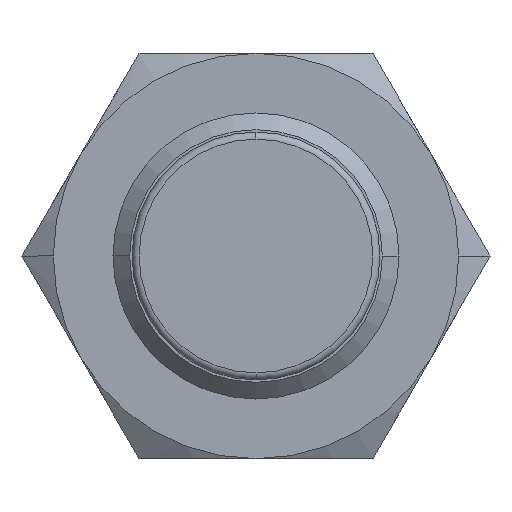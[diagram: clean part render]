
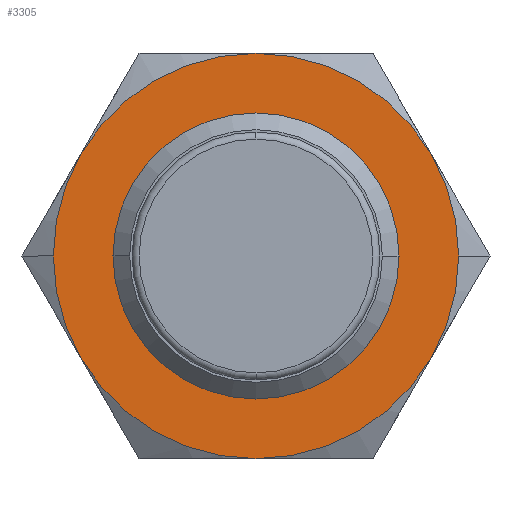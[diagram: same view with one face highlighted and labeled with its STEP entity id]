
A CAD part, left-side view. The second image highlights one B-rep face of the part: STEP entity #3305.
In plain terms, the highlighted face is planar.
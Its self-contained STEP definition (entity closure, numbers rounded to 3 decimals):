
#22 = AXIS2_PLACEMENT_3D ( 'NONE', #1282, #3397, #2354 ) ;
#89 = CARTESIAN_POINT ( 'NONE',  ( 0., 12., -8.5 ) ) ;
#94 = ORIENTED_EDGE ( 'NONE', *, *, #1185, .F. ) ;
#125 = ORIENTED_EDGE ( 'NONE', *, *, #2352, .T. ) ;
#181 = DIRECTION ( 'NONE',  ( -1., 0., 0. ) ) ;
#198 = CIRCLE ( 'NONE', #2933, 8.5 ) ;
#235 = ORIENTED_EDGE ( 'NONE', *, *, #2832, .F. ) ;
#260 = EDGE_CURVE ( 'NONE', #2012, #2629, #727, .T. ) ;
#268 = DIRECTION ( 'NONE',  ( -1., 0., 0. ) ) ;
#493 = CIRCLE ( 'NONE', #1292, 8.5 ) ;
#510 = VERTEX_POINT ( 'NONE', #2032 ) ;
#633 = CARTESIAN_POINT ( 'NONE',  ( 0., 12., 0. ) ) ;
#719 = CARTESIAN_POINT ( 'NONE',  ( 0., 12., 0. ) ) ;
#720 = EDGE_LOOP ( 'NONE', ( #3486, #125 ) ) ;
#721 = CARTESIAN_POINT ( 'NONE',  ( 0., 12., 0. ) ) ;
#727 = CIRCLE ( 'NONE', #3101, 8.5 ) ;
#729 = VERTEX_POINT ( 'NONE', #907 ) ;
#743 = EDGE_CURVE ( 'NONE', #729, #754, #2312, .T. ) ;
#754 = VERTEX_POINT ( 'NONE', #2531 ) ;
#757 = FACE_BOUND ( 'NONE', #720, .T. ) ;
#775 = CARTESIAN_POINT ( 'NONE',  ( 0., 12., 0. ) ) ;
#848 = DIRECTION ( 'NONE',  ( -1., 0., 0. ) ) ;
#876 = VERTEX_POINT ( 'NONE', #89 ) ;
#883 = CIRCLE ( 'NONE', #2657, 6. ) ;
#894 = AXIS2_PLACEMENT_3D ( 'NONE', #633, #1456, #2559 ) ;
#907 = CARTESIAN_POINT ( 'NONE',  ( 7.361, 12., -4.25 ) ) ;
#944 = EDGE_CURVE ( 'NONE', #3022, #1163, #1801, .T. ) ;
#964 = CARTESIAN_POINT ( 'NONE',  ( -4.25, 12., 0. ) ) ;
#978 = CARTESIAN_POINT ( 'NONE',  ( 0., 12., 8.5 ) ) ;
#1074 = AXIS2_PLACEMENT_3D ( 'NONE', #964, #1206, #3127 ) ;
#1114 = CARTESIAN_POINT ( 'NONE',  ( 0., 12., 0. ) ) ;
#1138 = CARTESIAN_POINT ( 'NONE',  ( 0., 12., 0. ) ) ;
#1163 = VERTEX_POINT ( 'NONE', #1370 ) ;
#1185 = EDGE_CURVE ( 'NONE', #2629, #3427, #1571, .T. ) ;
#1200 = DIRECTION ( 'NONE',  ( -1., 0., 0. ) ) ;
#1206 = DIRECTION ( 'NONE',  ( 0., 1., 0. ) ) ;
#1282 = CARTESIAN_POINT ( 'NONE',  ( 0., 12., 0. ) ) ;
#1292 = AXIS2_PLACEMENT_3D ( 'NONE', #719, #3376, #2846 ) ;
#1370 = CARTESIAN_POINT ( 'NONE',  ( 6., 12., 0. ) ) ;
#1394 = AXIS2_PLACEMENT_3D ( 'NONE', #1138, #2228, #2212 ) ;
#1411 = DIRECTION ( 'NONE',  ( -1., 0., 0. ) ) ;
#1424 = ORIENTED_EDGE ( 'NONE', *, *, #743, .F. ) ;
#1447 = AXIS2_PLACEMENT_3D ( 'NONE', #2283, #1739, #1411 ) ;
#1456 = DIRECTION ( 'NONE',  ( 0., -1., 0. ) ) ;
#1571 = CIRCLE ( 'NONE', #1865, 8.5 ) ;
#1612 = CARTESIAN_POINT ( 'NONE',  ( -6., 12., 0. ) ) ;
#1739 = DIRECTION ( 'NONE',  ( 0., -1., 0. ) ) ;
#1772 = CARTESIAN_POINT ( 'NONE',  ( -7.361, 12., -4.25 ) ) ;
#1801 = CIRCLE ( 'NONE', #894, 6. ) ;
#1855 = ORIENTED_EDGE ( 'NONE', *, *, #260, .F. ) ;
#1865 = AXIS2_PLACEMENT_3D ( 'NONE', #1114, #3276, #848 ) ;
#2012 = VERTEX_POINT ( 'NONE', #978 ) ;
#2030 = PLANE ( 'NONE',  #1074 ) ;
#2032 = CARTESIAN_POINT ( 'NONE',  ( 7.361, 12., 4.25 ) ) ;
#2113 = DIRECTION ( 'NONE',  ( -1., 0., 0. ) ) ;
#2151 = CARTESIAN_POINT ( 'NONE',  ( -7.361, 12., 4.25 ) ) ;
#2210 = CIRCLE ( 'NONE', #1394, 8.5 ) ;
#2212 = DIRECTION ( 'NONE',  ( -1., 0., 0. ) ) ;
#2228 = DIRECTION ( 'NONE',  ( 0., -1., 0. ) ) ;
#2259 = CIRCLE ( 'NONE', #3100, 8.5 ) ;
#2283 = CARTESIAN_POINT ( 'NONE',  ( 0., 12., 0. ) ) ;
#2312 = CIRCLE ( 'NONE', #1447, 8.5 ) ;
#2341 = DIRECTION ( 'NONE',  ( 0., -1., 0. ) ) ;
#2352 = EDGE_CURVE ( 'NONE', #1163, #3022, #883, .T. ) ;
#2354 = DIRECTION ( 'NONE',  ( -1., 0., 0. ) ) ;
#2359 = ORIENTED_EDGE ( 'NONE', *, *, #3479, .F. ) ;
#2375 = CIRCLE ( 'NONE', #22, 8.5 ) ;
#2410 = CARTESIAN_POINT ( 'NONE',  ( -8.5, 12., 0. ) ) ;
#2531 = CARTESIAN_POINT ( 'NONE',  ( 8.5, 12., 0. ) ) ;
#2538 = DIRECTION ( 'NONE',  ( 0., -1., 0. ) ) ;
#2559 = DIRECTION ( 'NONE',  ( -1., 0., 0. ) ) ;
#2573 = CARTESIAN_POINT ( 'NONE',  ( 0., 12., 0. ) ) ;
#2629 = VERTEX_POINT ( 'NONE', #2151 ) ;
#2657 = AXIS2_PLACEMENT_3D ( 'NONE', #2573, #2538, #1200 ) ;
#2769 = VERTEX_POINT ( 'NONE', #1772 ) ;
#2820 = FACE_OUTER_BOUND ( 'NONE', #3256, .T. ) ;
#2832 = EDGE_CURVE ( 'NONE', #2769, #876, #2375, .T. ) ;
#2835 = EDGE_CURVE ( 'NONE', #876, #729, #198, .T. ) ;
#2846 = DIRECTION ( 'NONE',  ( -1., 0., 0. ) ) ;
#2851 = EDGE_CURVE ( 'NONE', #754, #510, #493, .T. ) ;
#2894 = EDGE_CURVE ( 'NONE', #510, #2012, #2259, .T. ) ;
#2933 = AXIS2_PLACEMENT_3D ( 'NONE', #3131, #3181, #181 ) ;
#3022 = VERTEX_POINT ( 'NONE', #1612 ) ;
#3099 = ORIENTED_EDGE ( 'NONE', *, *, #2894, .F. ) ;
#3100 = AXIS2_PLACEMENT_3D ( 'NONE', #775, #3216, #268 ) ;
#3101 = AXIS2_PLACEMENT_3D ( 'NONE', #721, #2341, #2113 ) ;
#3127 = DIRECTION ( 'NONE',  ( -1., 0., 0. ) ) ;
#3131 = CARTESIAN_POINT ( 'NONE',  ( 0., 12., 0. ) ) ;
#3181 = DIRECTION ( 'NONE',  ( 0., -1., 0. ) ) ;
#3216 = DIRECTION ( 'NONE',  ( 0., -1., 0. ) ) ;
#3241 = ORIENTED_EDGE ( 'NONE', *, *, #2835, .F. ) ;
#3256 = EDGE_LOOP ( 'NONE', ( #94, #1855, #3099, #3278, #1424, #3241, #235, #2359 ) ) ;
#3276 = DIRECTION ( 'NONE',  ( 0., -1., 0. ) ) ;
#3278 = ORIENTED_EDGE ( 'NONE', *, *, #2851, .F. ) ;
#3305 = ADVANCED_FACE ( 'NONE', ( #757, #2820 ), #2030, .T. ) ;
#3376 = DIRECTION ( 'NONE',  ( 0., -1., 0. ) ) ;
#3397 = DIRECTION ( 'NONE',  ( 0., -1., 0. ) ) ;
#3427 = VERTEX_POINT ( 'NONE', #2410 ) ;
#3479 = EDGE_CURVE ( 'NONE', #3427, #2769, #2210, .T. ) ;
#3486 = ORIENTED_EDGE ( 'NONE', *, *, #944, .T. ) ;
